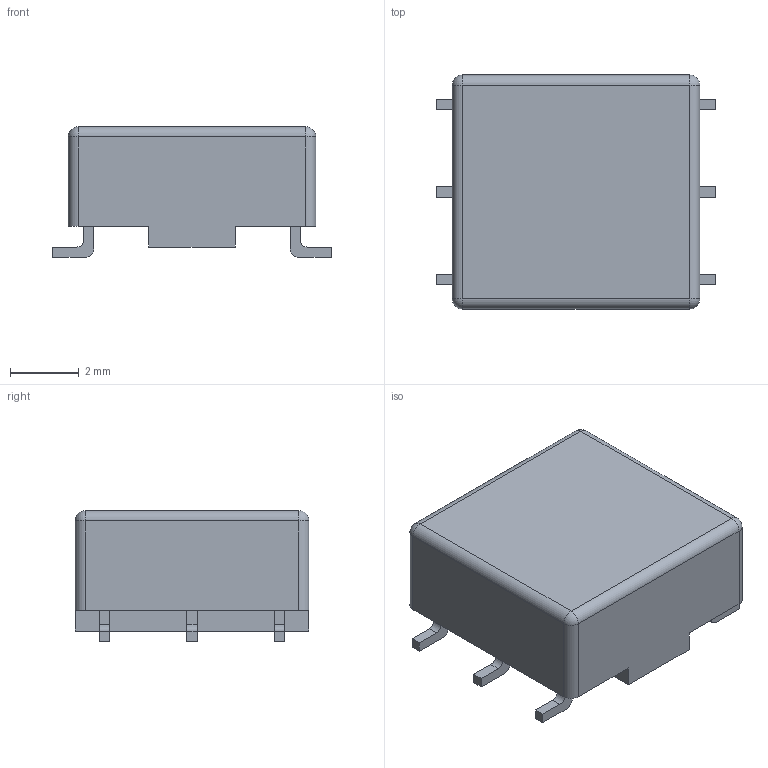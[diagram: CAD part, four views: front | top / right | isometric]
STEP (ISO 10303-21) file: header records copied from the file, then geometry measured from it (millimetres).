
FILE_DESCRIPTION (( 'STEP AP214' ), '1' );
FILE_NAME ('RMR-039.STEP', '2026-02-04T05:47:46', ( '' ), ( '' ), 'SwSTEP 2.0', 'SolidWorks 2024', '' );
FILE_SCHEMA (( 'AUTOMOTIVE_DESIGN' ));
Length unit declared in the file: millimetre
Products named in the file (3): RMR-039-BODY_默认; RMR-039; RMR-039-PIN_默认
Assembly tree (7 placements, depth 2):
  RMR-039
    RMR-039-BODY_默认
    RMR-039-PIN_默认  x6
Bounding box: 8.1 x 6.8 x 3.8 mm (x, y, z)
Volume: 152.5 mm3; surface area: 199.4 mm2
Topology: 7 solids, 7 shells, 82 faces, 196 edges, 124 vertices
Faces by surface type: plane 58, cylinder 20, sphere 4
Entity records: 1008 total; most frequent: DIRECTION 176, CARTESIAN_POINT 158, ORIENTED_EDGE 144, EDGE_CURVE 72, AXIS2_PLACEMENT_3D 62, VECTOR 52, LINE 52, VERTEX_POINT 44
